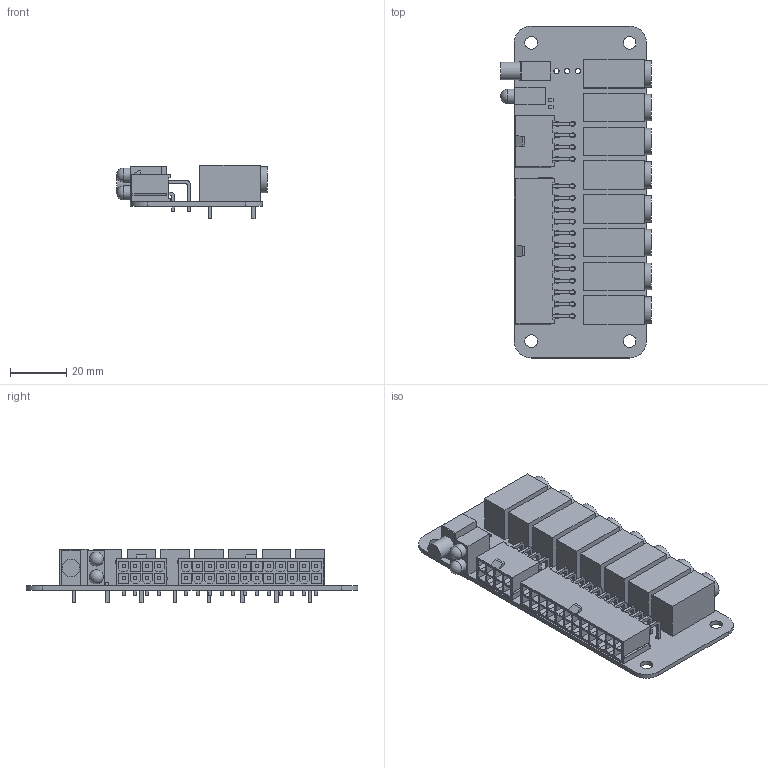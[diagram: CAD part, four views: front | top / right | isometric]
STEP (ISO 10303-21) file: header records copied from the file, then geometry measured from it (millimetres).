
FILE_DESCRIPTION(('Open CASCADE Model'),'2;1');
FILE_NAME('Open CASCADE Shape Model','2021-04-15T19:05:53',('Author'),( 'Open CASCADE'),'Open CASCADE STEP processor 6.8','Open CASCADE 6.8' ,'Unknown');
FILE_SCHEMA(('AUTOMOTIVE_DESIGN { 1 0 10303 214 1 1 1 1 }'));
Length unit declared in the file: millimetre
Products named in the file (61): PCB; Boardexp1; Open CASCADE STEP translator 6.8 1.1.1; SW1exp1; 6167780640; Cylinder; 6167780480; Extruded; 6167780320; R2exp1; 6069409888; 6069409568; R1exp1; J10exp1; 8622373760; 6051568368; 8622378640; J9exp1; J8exp1; J7exp1; 6278936736; 6280277776; J6exp1; 6278941136; 7479924288; J5exp1; 469911024_RGB8421504; Open CASCADE STEP translator 6.8 1.10.1.1; Open CASCADE STEP translator 6.8 1.10.1.2; J4exp1; J3exp1; 6278950416; 7479922928; J2exp1; J1exp1; 469911008_RGB6710886; Open CASCADE STEP translator 6.8 1.14.1.1; Open CASCADE STEP translator 6.8 1.14.1.2; D1exp1; 6279726144 ...
Assembly tree (87 placements, depth 4):
  PCB
    Boardexp1
      Open CASCADE STEP translator 6.8 1.1.1
    SW1exp1
      6167780640
        Cylinder
      6167780480
        Extruded
      6167780320
        Extruded
    R2exp1
      6069409888  x2
        Extruded
      6069409568
        Extruded
    R1exp1
      6069409888  x2
        Extruded
      6069409568
        Extruded
    J10exp1
      8622373760
        Cylinder
      6051568368  x2
        Extruded
      8622378640
        Extruded
    J9exp1
      8622373760
        Cylinder
      6051568368  x2
        Extruded
      8622378640
        Extruded
    J8exp1
      8622373760
        Cylinder
      6051568368  x2
        Extruded
      8622378640
        Extruded
    J7exp1
      6278936736
        Cylinder
      6051568368  x2
        Extruded
      6280277776
        Extruded
    J6exp1
      6278941136
        Extruded
      6051568368  x2
        Extruded
      7479924288
        Cylinder
    J5exp1
      469911024_RGB8421504
        Open CASCADE STEP translator 6.8 1.10.1.1
        Open CASCADE STEP translator 6.8 1.10.1.2
    J4exp1
Bounding box: 53.63 x 118 x 19 mm (x, y, z)
Volume: 40644.5 mm3; surface area: 36082.4 mm2
Topology: 49 solids, 49 shells, 1102 faces, 2796 edges, 1948 vertices
Faces by surface type: plane 958, cylinder 142, sphere 2
Full cylindrical faces by diameter (mm): 1.09 x4, 1.8 x32, 1.85 x5, 2.1 x16, 4.5 x4, 5 x2, 6.35 x1, 9.4 x8
Entity records: 38028 total; most frequent: CARTESIAN_POINT 5296, DIRECTION 4922, ORIENTED_EDGE 4876, EDGE_CURVE 2438, LINE 2162, VECTOR 2162, VERTEX_POINT 1626, AXIS2_PLACEMENT_3D 1380
